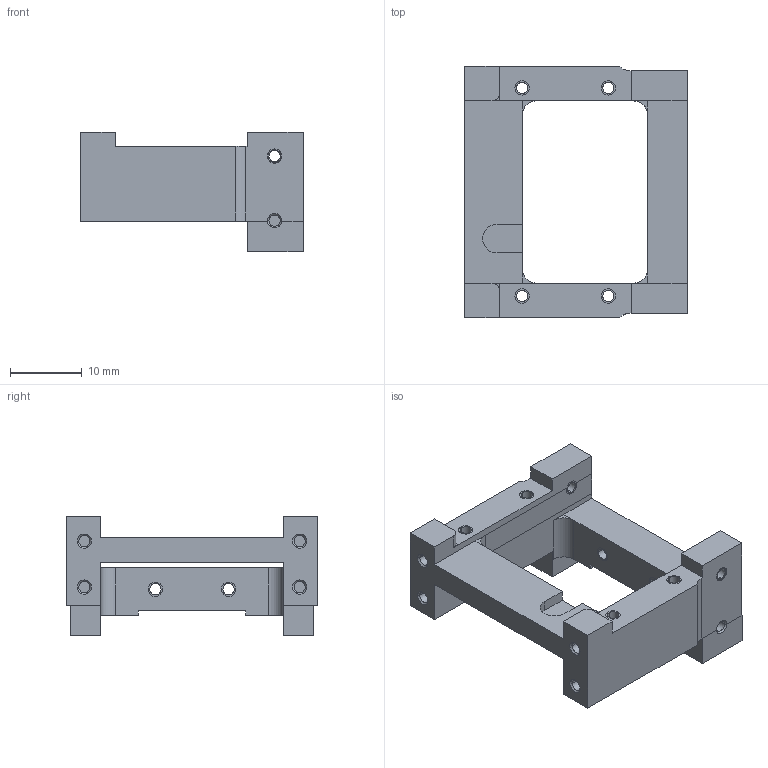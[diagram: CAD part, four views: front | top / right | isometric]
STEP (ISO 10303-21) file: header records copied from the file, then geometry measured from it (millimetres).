
FILE_DESCRIPTION(/* description */ ('VariCAD 2015-1.08 AP-214'),/* implementation_level */ '2;1');
FILE_NAME(/* name */ '0353-24-03A.stp',/* time_stamp */ '2015-06-29T18:38:51-06:00',/* author */ (''),/* organization */ (''),/* preprocessor_version */ 'ST-DEVELOPER v14',/* originating_system */ 'VariCAD 2015-1.08; kernel version (20130303)',/* authorisation */ '');
FILE_SCHEMA (('AUTOMOTIVE_DESIGN'));
Length unit declared in the file: millimetre
Products named in the file (2): 0353-24-03A; 0353-24-03
Assembly tree (1 placements, depth 2):
  0353-24-03A
    0353-24-03
Bounding box: 31 x 35 x 16.7 mm (x, y, z)
Volume: 4758 mm3; surface area: 4163.4 mm2
Topology: 1 solids, 1 shells, 194 faces, 464 edges, 286 vertices
Faces by surface type: plane 81, cylinder 73, cone 40
Entity records: 5692 total; most frequent: DIRECTION 1054, CARTESIAN_POINT 948, ORIENTED_EDGE 928, EDGE_CURVE 464, AXIS2_PLACEMENT_3D 392, VERTEX_POINT 286, LINE 270, VECTOR 270
